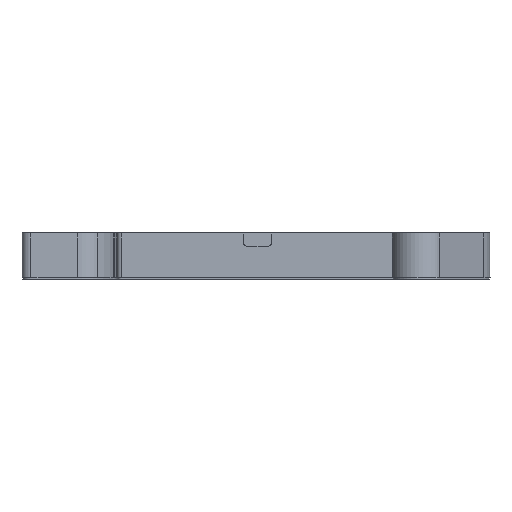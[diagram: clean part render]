
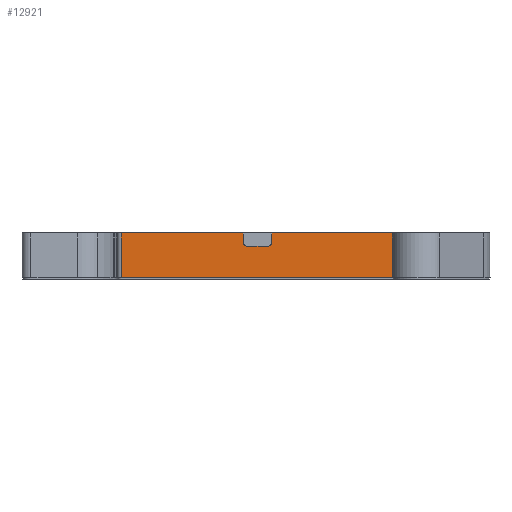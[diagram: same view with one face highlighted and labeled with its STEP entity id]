
A CAD part, front view. The second image highlights one B-rep face of the part: STEP entity #12921.
In plain terms, the highlighted planar face has unit normal (0, -1, 0).
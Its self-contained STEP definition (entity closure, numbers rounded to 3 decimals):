
#33 = ORIENTED_EDGE ( 'NONE', *, *, #8873, .F. ) ;
#229 = EDGE_CURVE ( 'NONE', #15785, #2237, #9461, .T. ) ;
#241 = ORIENTED_EDGE ( 'NONE', *, *, #229, .F. ) ;
#519 = DIRECTION ( 'NONE',  ( 0., 0., 1. ) ) ;
#746 = VERTEX_POINT ( 'NONE', #8931 ) ;
#826 = ORIENTED_EDGE ( 'NONE', *, *, #15422, .F. ) ;
#934 = DIRECTION ( 'NONE',  ( 0., 0., -1. ) ) ;
#1087 = ORIENTED_EDGE ( 'NONE', *, *, #6651, .F. ) ;
#1894 = ORIENTED_EDGE ( 'NONE', *, *, #4187, .F. ) ;
#2018 = LINE ( 'NONE', #11648, #11777 ) ;
#2237 = VERTEX_POINT ( 'NONE', #9544 ) ;
#2423 = CARTESIAN_POINT ( 'NONE',  ( -31.985, 3.323, 7.407 ) ) ;
#2509 = LINE ( 'NONE', #5824, #11124 ) ;
#2671 = CARTESIAN_POINT ( 'NONE',  ( -31.485, 3.323, 6.907 ) ) ;
#2730 = EDGE_CURVE ( 'NONE', #9579, #8585, #14541, .T. ) ;
#2849 = ORIENTED_EDGE ( 'NONE', *, *, #12130, .F. ) ;
#2881 = VERTEX_POINT ( 'NONE', #5786 ) ;
#3407 = CARTESIAN_POINT ( 'NONE',  ( -28.785, 3.323, 7.407 ) ) ;
#3440 = VERTEX_POINT ( 'NONE', #14588 ) ;
#3856 = EDGE_LOOP ( 'NONE', ( #14959, #4688, #1894, #9948, #12544, #1087, #241, #33, #2849, #826 ) ) ;
#4187 = EDGE_CURVE ( 'NONE', #13494, #3440, #15804, .T. ) ;
#4486 = VECTOR ( 'NONE', #13644, 1000. ) ;
#4688 = ORIENTED_EDGE ( 'NONE', *, *, #4864, .F. ) ;
#4864 = EDGE_CURVE ( 'NONE', #3440, #9579, #8821, .T. ) ;
#4952 = CARTESIAN_POINT ( 'NONE',  ( -30.28, 3.323, 8.407 ) ) ;
#4974 = FACE_OUTER_BOUND ( 'NONE', #3856, .T. ) ;
#5016 = DIRECTION ( 'NONE',  ( -1., 0., 0. ) ) ;
#5403 = CARTESIAN_POINT ( 'NONE',  ( -28.785, 3.323, 8.457 ) ) ;
#5786 = CARTESIAN_POINT ( 'NONE',  ( -14.856, 3.323, 3.407 ) ) ;
#5824 = CARTESIAN_POINT ( 'NONE',  ( -14.856, 3.323, 8.457 ) ) ;
#5934 = CARTESIAN_POINT ( 'NONE',  ( -29.285, 3.323, 6.907 ) ) ;
#5947 = CARTESIAN_POINT ( 'NONE',  ( -28.785, 3.323, 7.407 ) ) ;
#5989 = CARTESIAN_POINT ( 'NONE',  ( -28.785, 3.323, 7.115 ) ) ;
#6131 = CARTESIAN_POINT ( 'NONE',  ( -45.56, 3.323, 8.457 ) ) ;
#6165 = CARTESIAN_POINT ( 'NONE',  ( -45.56, 3.323, 8.457 ) ) ;
#6423 = CARTESIAN_POINT ( 'NONE',  ( -45.56, 3.323, 3.407 ) ) ;
#6651 = EDGE_CURVE ( 'NONE', #2237, #12586, #14833, .T. ) ;
#6702 = CARTESIAN_POINT ( 'NONE',  ( -31.985, 3.323, 8.457 ) ) ;
#7120 = CARTESIAN_POINT ( 'NONE',  ( -28.992, 3.323, 6.907 ) ) ;
#7172 =( BOUNDED_CURVE ( )  B_SPLINE_CURVE ( 3, ( #2423, #13574, #12318, #7510 ),
 .UNSPECIFIED., .F., .F. ) 
 B_SPLINE_CURVE_WITH_KNOTS ( ( 4, 4 ),
 ( 0., 1.571 ),
 .UNSPECIFIED. ) 
 CURVE ( )  GEOMETRIC_REPRESENTATION_ITEM ( )  RATIONAL_B_SPLINE_CURVE ( ( 1., 0.805, 0.805, 1. ) ) 
 REPRESENTATION_ITEM ( '' )  );
#7510 = CARTESIAN_POINT ( 'NONE',  ( -31.485, 3.323, 6.907 ) ) ;
#7619 = LINE ( 'NONE', #2671, #10664 ) ;
#7789 = CARTESIAN_POINT ( 'NONE',  ( -30.28, 3.323, 8.407 ) ) ;
#8107 = EDGE_CURVE ( 'NONE', #2881, #13494, #2018, .T. ) ;
#8337 = VECTOR ( 'NONE', #519, 1000. ) ;
#8585 = VERTEX_POINT ( 'NONE', #12661 ) ;
#8693 = DIRECTION ( 'NONE',  ( 0., 1., 0. ) ) ;
#8819 = EDGE_CURVE ( 'NONE', #12586, #2881, #2509, .T. ) ;
#8821 = LINE ( 'NONE', #4952, #14554 ) ;
#8873 = EDGE_CURVE ( 'NONE', #10213, #15785, #11884, .T. ) ;
#8931 = CARTESIAN_POINT ( 'NONE',  ( -31.485, 3.323, 6.907 ) ) ;
#9439 = DIRECTION ( 'NONE',  ( -1., 0., 0. ) ) ;
#9461 = LINE ( 'NONE', #5403, #8337 ) ;
#9544 = CARTESIAN_POINT ( 'NONE',  ( -28.785, 3.323, 8.407 ) ) ;
#9579 = VERTEX_POINT ( 'NONE', #14784 ) ;
#9778 = CARTESIAN_POINT ( 'NONE',  ( -29.285, 3.323, 6.907 ) ) ;
#9894 = PLANE ( 'NONE',  #14367 ) ;
#9948 = ORIENTED_EDGE ( 'NONE', *, *, #8107, .F. ) ;
#10213 = VERTEX_POINT ( 'NONE', #9778 ) ;
#10489 = DIRECTION ( 'NONE',  ( 0., 0., -1. ) ) ;
#10664 = VECTOR ( 'NONE', #11230, 1000. ) ;
#10981 = DIRECTION ( 'NONE',  ( 1., 0., 0. ) ) ;
#11124 = VECTOR ( 'NONE', #934, 1000. ) ;
#11230 = DIRECTION ( 'NONE',  ( 1., 0., 0. ) ) ;
#11648 = CARTESIAN_POINT ( 'NONE',  ( -4.765, 3.323, 3.407 ) ) ;
#11649 = CARTESIAN_POINT ( 'NONE',  ( -14.856, 3.323, 8.407 ) ) ;
#11777 = VECTOR ( 'NONE', #9439, 1000. ) ;
#11866 = VECTOR ( 'NONE', #10489, 1000. ) ;
#11884 =( BOUNDED_CURVE ( )  B_SPLINE_CURVE ( 3, ( #5934, #7120, #5989, #3407 ),
 .UNSPECIFIED., .F., .F. ) 
 B_SPLINE_CURVE_WITH_KNOTS ( ( 4, 4 ),
 ( 1.571, 3.142 ),
 .UNSPECIFIED. ) 
 CURVE ( )  GEOMETRIC_REPRESENTATION_ITEM ( )  RATIONAL_B_SPLINE_CURVE ( ( 1., 0.805, 0.805, 1. ) ) 
 REPRESENTATION_ITEM ( '' )  );
#12115 = DIRECTION ( 'NONE',  ( 0., 0., 1. ) ) ;
#12130 = EDGE_CURVE ( 'NONE', #746, #10213, #7619, .T. ) ;
#12203 = VECTOR ( 'NONE', #12115, 1000. ) ;
#12318 = CARTESIAN_POINT ( 'NONE',  ( -31.778, 3.323, 6.907 ) ) ;
#12544 = ORIENTED_EDGE ( 'NONE', *, *, #8819, .F. ) ;
#12586 = VERTEX_POINT ( 'NONE', #11649 ) ;
#12661 = CARTESIAN_POINT ( 'NONE',  ( -31.985, 3.323, 7.407 ) ) ;
#12921 = ADVANCED_FACE ( 'NONE', ( #4974 ), #9894, .F. ) ;
#13494 = VERTEX_POINT ( 'NONE', #6423 ) ;
#13574 = CARTESIAN_POINT ( 'NONE',  ( -31.985, 3.323, 7.115 ) ) ;
#13644 = DIRECTION ( 'NONE',  ( 1., 0., 0. ) ) ;
#14367 = AXIS2_PLACEMENT_3D ( 'NONE', #6131, #8693, #5016 ) ;
#14541 = LINE ( 'NONE', #6702, #11866 ) ;
#14554 = VECTOR ( 'NONE', #10981, 1000. ) ;
#14588 = CARTESIAN_POINT ( 'NONE',  ( -45.56, 3.323, 8.407 ) ) ;
#14784 = CARTESIAN_POINT ( 'NONE',  ( -31.985, 3.323, 8.407 ) ) ;
#14833 = LINE ( 'NONE', #7789, #4486 ) ;
#14959 = ORIENTED_EDGE ( 'NONE', *, *, #2730, .F. ) ;
#15422 = EDGE_CURVE ( 'NONE', #8585, #746, #7172, .T. ) ;
#15785 = VERTEX_POINT ( 'NONE', #5947 ) ;
#15804 = LINE ( 'NONE', #6165, #12203 ) ;
